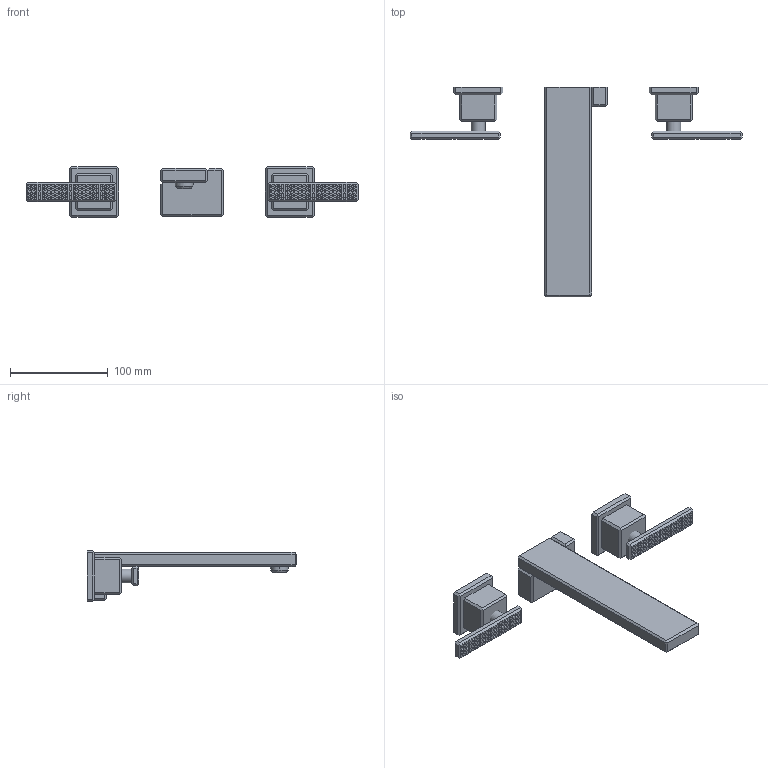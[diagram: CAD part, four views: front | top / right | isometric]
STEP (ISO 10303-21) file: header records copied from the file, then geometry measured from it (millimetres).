
FILE_DESCRIPTION(/* description */ (''),/* implementation_level */ '2;1');
FILE_NAME(/* name */ 'TVW126004000 innenleben ruas und schraube am Auslauf entfernen.step',/* time_stamp */ '2023-02-27T10:43:12+01:00',/* author */ (''),/* organization */ (''),/* preprocessor_version */ 'ST-DEVELOPER v19.2',/* originating_system */ 'Autodesk Translation Framework v11.17.0.187',/* authorisation */ '');
FILE_SCHEMA (('AUTOMOTIVE_DESIGN { 1 0 10303 214 3 1 1 }'));
Length unit declared in the file: millimetre
Products named in the file (8): (Nicht gespeichert); 80G148221D; 8MB148221G; 8DM4X6A; 8DZ148293G; 81P24FB11G; 85P24FB11; 81P35VMD
Assembly tree (11 placements, depth 2):
  (Nicht gespeichert)
    80G148221D
    8MB148221G
    8DM4X6A
    8DZ148293G  x2
    81P24FB11G  x2
    85P24FB11  x2
    81P35VMD  x2
Bounding box: 340 x 215 x 52 mm (x, y, z)
Volume: 360846 mm3; surface area: 77910.1 mm2
Topology: 11 solids, 11 shells, 2424 faces, 5162 edges, 2762 vertices
Faces by surface type: plane 2418, cylinder 3, bspline 3
Full cylindrical faces by diameter (mm): 14.3 x2, 23 x1
Entity records: 31477 total; most frequent: CARTESIAN_POINT 5371, ORIENTED_EDGE 5256, DIRECTION 5137, EDGE_CURVE 2628, LINE 2615, VECTOR 2615, VERTEX_POINT 1412, AXIS2_PLACEMENT_3D 1261
